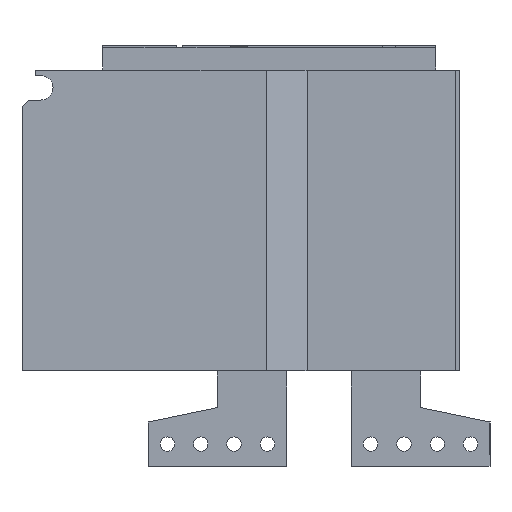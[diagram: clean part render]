
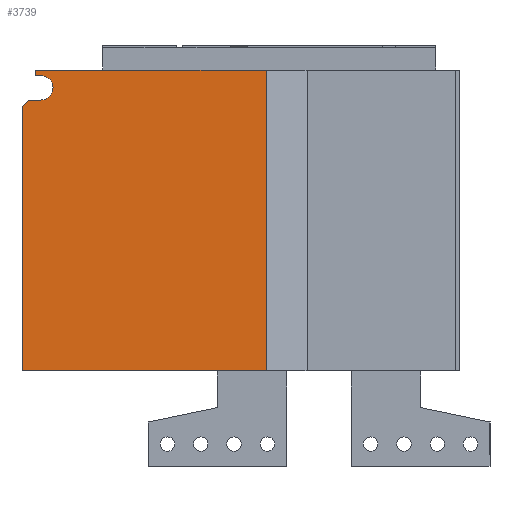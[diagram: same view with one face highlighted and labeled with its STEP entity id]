
A CAD part, left-side view. The second image highlights one B-rep face of the part: STEP entity #3739.
In plain terms, the highlighted planar face has unit normal (-1, 0, 0).
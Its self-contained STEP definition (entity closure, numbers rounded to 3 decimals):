
#111 = ORIENTED_EDGE ( 'NONE', *, *, #20464, .F. ) ;
#510 = CARTESIAN_POINT ( 'NONE',  ( -389.5, 372., -271. ) ) ;
#1734 = VERTEX_POINT ( 'NONE', #13024 ) ;
#1862 = EDGE_CURVE ( 'NONE', #24469, #8932, #12905, .T. ) ;
#2004 = DIRECTION ( 'NONE',  ( 0., 1., 0. ) ) ;
#2136 = CARTESIAN_POINT ( 'NONE',  ( -389.5, 372., 0. ) ) ;
#2220 = VERTEX_POINT ( 'NONE', #21331 ) ;
#2316 = AXIS2_PLACEMENT_3D ( 'NONE', #7053, #4900, #5026 ) ;
#2339 = ORIENTED_EDGE ( 'NONE', *, *, #8172, .T. ) ;
#2592 = DIRECTION ( 'NONE',  ( -1., 0., 0. ) ) ;
#2813 = ORIENTED_EDGE ( 'NONE', *, *, #21208, .F. ) ;
#2842 = EDGE_CURVE ( 'NONE', #2861, #22280, #23613, .T. ) ;
#2861 = VERTEX_POINT ( 'NONE', #9923 ) ;
#3218 = CARTESIAN_POINT ( 'NONE',  ( -389.5, 164., -271. ) ) ;
#3739 = ADVANCED_FACE ( 'NONE', ( #14779 ), #12365, .T. ) ;
#3933 = CARTESIAN_POINT ( 'NONE',  ( -389.5, 374.8, -25.114 ) ) ;
#4819 = VECTOR ( 'NONE', #2004, 1000. ) ;
#4875 = CARTESIAN_POINT ( 'NONE',  ( -389.5, 164., -271. ) ) ;
#4900 = DIRECTION ( 'NONE',  ( -1., 0., 0. ) ) ;
#5026 = DIRECTION ( 'NONE',  ( 0., 0., 1. ) ) ;
#5758 = VECTOR ( 'NONE', #12441, 1000. ) ;
#5816 = LINE ( 'NONE', #21402, #4819 ) ;
#6338 = VECTOR ( 'NONE', #20463, 1000. ) ;
#6606 = EDGE_CURVE ( 'NONE', #2220, #1734, #7396, .T. ) ;
#7053 = CARTESIAN_POINT ( 'NONE',  ( -389.5, 367., -16. ) ) ;
#7272 = VERTEX_POINT ( 'NONE', #10385 ) ;
#7396 = LINE ( 'NONE', #3218, #19290 ) ;
#7756 = EDGE_CURVE ( 'NONE', #21277, #2861, #13214, .T. ) ;
#8172 = EDGE_CURVE ( 'NONE', #24469, #2220, #16672, .T. ) ;
#8269 = DIRECTION ( 'NONE',  ( 0., -1., 0. ) ) ;
#8624 = ORIENTED_EDGE ( 'NONE', *, *, #7756, .F. ) ;
#8928 = DIRECTION ( 'NONE',  ( 0., 0., 1. ) ) ;
#8932 = VERTEX_POINT ( 'NONE', #10743 ) ;
#9870 = VECTOR ( 'NONE', #8269, 1000. ) ;
#9923 = CARTESIAN_POINT ( 'NONE',  ( -389.5, 367., -5. ) ) ;
#10329 = DIRECTION ( 'NONE',  ( 0., 0., 1. ) ) ;
#10385 = CARTESIAN_POINT ( 'NONE',  ( -389.5, 377., -27. ) ) ;
#10743 = CARTESIAN_POINT ( 'NONE',  ( -389.5, 384., -33.001 ) ) ;
#10783 = CARTESIAN_POINT ( 'NONE',  ( -389.5, 372., -5. ) ) ;
#11836 = CARTESIAN_POINT ( 'NONE',  ( -389.5, 164., -5. ) ) ;
#12365 = PLANE ( 'NONE',  #15639 ) ;
#12441 = DIRECTION ( 'NONE',  ( 0., 0., -1. ) ) ;
#12476 = CARTESIAN_POINT ( 'NONE',  ( -389.5, 164., 0. ) ) ;
#12725 = VECTOR ( 'NONE', #20636, 1000. ) ;
#12905 = LINE ( 'NONE', #15055, #12725 ) ;
#13024 = CARTESIAN_POINT ( 'NONE',  ( -389.5, 164., 0. ) ) ;
#13214 = CIRCLE ( 'NONE', #2316, 11. ) ;
#13243 = ORIENTED_EDGE ( 'NONE', *, *, #2842, .F. ) ;
#13588 = ORIENTED_EDGE ( 'NONE', *, *, #1862, .F. ) ;
#14121 = LINE ( 'NONE', #12476, #9870 ) ;
#14779 = FACE_OUTER_BOUND ( 'NONE', #23974, .T. ) ;
#15055 = CARTESIAN_POINT ( 'NONE',  ( -389.5, 384., -271. ) ) ;
#15568 = EDGE_CURVE ( 'NONE', #21277, #7272, #5816, .T. ) ;
#15639 = AXIS2_PLACEMENT_3D ( 'NONE', #24022, #2592, #10329 ) ;
#16237 = LINE ( 'NONE', #510, #5758 ) ;
#16672 = LINE ( 'NONE', #4875, #6338 ) ;
#17806 = EDGE_CURVE ( 'NONE', #20422, #22280, #16237, .T. ) ;
#18095 = ORIENTED_EDGE ( 'NONE', *, *, #17806, .T. ) ;
#19276 = DIRECTION ( 'NONE',  ( 0., -0.759, 0.651 ) ) ;
#19290 = VECTOR ( 'NONE', #8928, 1000. ) ;
#19555 = ORIENTED_EDGE ( 'NONE', *, *, #6606, .T. ) ;
#19567 = DIRECTION ( 'NONE',  ( 0., 1., 0. ) ) ;
#19769 = LINE ( 'NONE', #3933, #19945 ) ;
#19945 = VECTOR ( 'NONE', #19276, 1000. ) ;
#20422 = VERTEX_POINT ( 'NONE', #2136 ) ;
#20463 = DIRECTION ( 'NONE',  ( 0., -1., 0. ) ) ;
#20464 = EDGE_CURVE ( 'NONE', #8932, #7272, #19769, .T. ) ;
#20636 = DIRECTION ( 'NONE',  ( 0., 0., 1. ) ) ;
#21208 = EDGE_CURVE ( 'NONE', #20422, #1734, #14121, .T. ) ;
#21277 = VERTEX_POINT ( 'NONE', #23994 ) ;
#21331 = CARTESIAN_POINT ( 'NONE',  ( -389.5, 164., -271. ) ) ;
#21402 = CARTESIAN_POINT ( 'NONE',  ( -389.5, 164., -27. ) ) ;
#21564 = CARTESIAN_POINT ( 'NONE',  ( -389.5, 384., -271. ) ) ;
#22280 = VERTEX_POINT ( 'NONE', #10783 ) ;
#22844 = ORIENTED_EDGE ( 'NONE', *, *, #15568, .T. ) ;
#23613 = LINE ( 'NONE', #11836, #24497 ) ;
#23974 = EDGE_LOOP ( 'NONE', ( #2813, #18095, #13243, #8624, #22844, #111, #13588, #2339, #19555 ) ) ;
#23994 = CARTESIAN_POINT ( 'NONE',  ( -389.5, 367., -27. ) ) ;
#24022 = CARTESIAN_POINT ( 'NONE',  ( -389.5, 164., -271. ) ) ;
#24469 = VERTEX_POINT ( 'NONE', #21564 ) ;
#24497 = VECTOR ( 'NONE', #19567, 1000. ) ;
